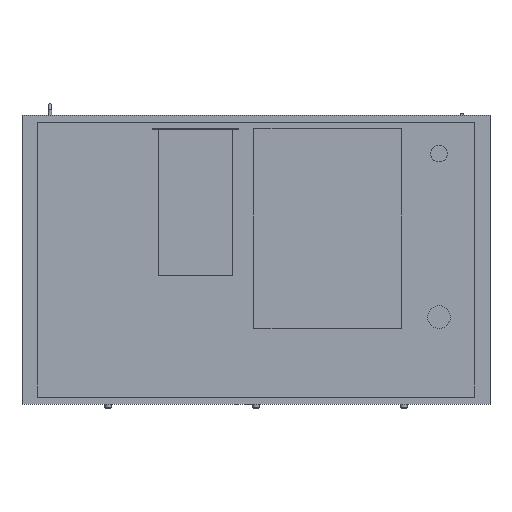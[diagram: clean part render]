
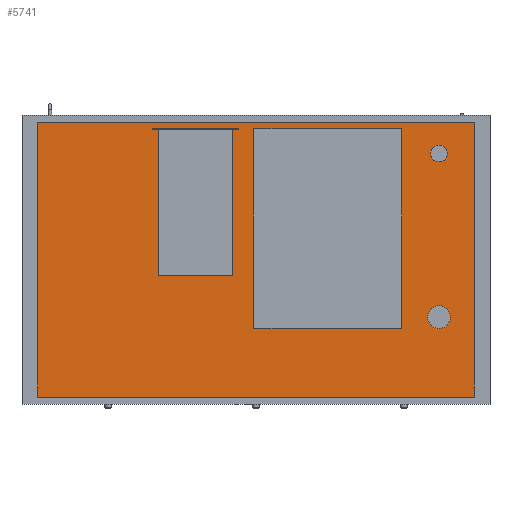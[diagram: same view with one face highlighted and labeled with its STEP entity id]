
A CAD part, front view. The second image highlights one B-rep face of the part: STEP entity #5741.
In plain terms, the highlighted planar face has unit normal (0, -1, 0).
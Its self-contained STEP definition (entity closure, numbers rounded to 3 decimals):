
#325=FACE_OUTER_BOUND('',#698,.T.);
#698=EDGE_LOOP('',(#3849,#3850,#3851,#3852));
#1091=LINE('',#8429,#1775);
#1093=LINE('',#8433,#1777);
#1094=LINE('',#8436,#1778);
#1095=LINE('',#8437,#1779);
#1775=VECTOR('',#6728,10.);
#1777=VECTOR('',#6732,10.);
#1778=VECTOR('',#6735,10.);
#1779=VECTOR('',#6736,10.);
#2449=VERTEX_POINT('',#8425);
#2450=VERTEX_POINT('',#8427);
#2451=VERTEX_POINT('',#8431);
#2452=VERTEX_POINT('',#8435);
#3003=EDGE_CURVE('',#2450,#2449,#1091,.T.);
#3005=EDGE_CURVE('',#2450,#2451,#1093,.T.);
#3006=EDGE_CURVE('',#2452,#2451,#1094,.T.);
#3007=EDGE_CURVE('',#2449,#2452,#1095,.T.);
#3849=ORIENTED_EDGE('',*,*,#3005,.T.);
#3850=ORIENTED_EDGE('',*,*,#3006,.F.);
#3851=ORIENTED_EDGE('',*,*,#3007,.F.);
#3852=ORIENTED_EDGE('',*,*,#3003,.F.);
#5434=PLANE('',#6182);
#5741=ADVANCED_FACE('',(#325),#5434,.T.);
#6182=AXIS2_PLACEMENT_3D('',#8434,#6733,#6734);
#6728=DIRECTION('',(0.,0.,1.));
#6732=DIRECTION('',(1.,0.,0.));
#6733=DIRECTION('center_axis',(0.,-1.,0.));
#6734=DIRECTION('ref_axis',(0.,0.,-1.));
#6735=DIRECTION('',(0.,0.,-1.));
#6736=DIRECTION('',(1.,0.,0.));
#8425=CARTESIAN_POINT('',(-525.,-185.,330.));
#8427=CARTESIAN_POINT('',(-525.,-185.,-330.));
#8429=CARTESIAN_POINT('',(-525.,-185.,330.));
#8431=CARTESIAN_POINT('',(525.,-185.,-330.));
#8433=CARTESIAN_POINT('',(0.,-185.,-330.));
#8434=CARTESIAN_POINT('Origin',(0.,-185.,330.));
#8435=CARTESIAN_POINT('',(525.,-185.,330.));
#8436=CARTESIAN_POINT('',(525.,-185.,330.));
#8437=CARTESIAN_POINT('',(0.,-185.,330.));
